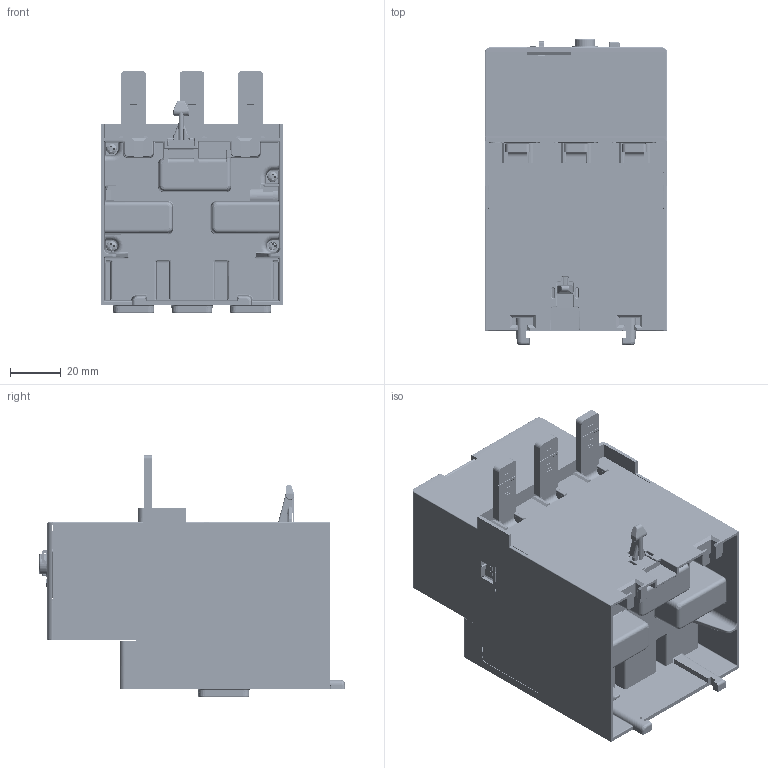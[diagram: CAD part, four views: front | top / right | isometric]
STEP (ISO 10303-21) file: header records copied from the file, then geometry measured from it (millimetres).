
FILE_DESCRIPTION((''),'2;1');
FILE_NAME('40751-516-01_SW0001','2015-02-20T',('GLLehman'),('Rockwell Automation'),'PRO/ENGINEER BY PARAMETRIC TECHNOLOGY CORPORATION, 2012480','PRO/ENGINEER BY PARAMETRIC TECHNOLOGY CORPORATION, 2012480','');
FILE_SCHEMA(('CONFIG_CONTROL_DESIGN'));
Products named in the file (1): 40751-516-01_SW0001
Bounding box: 71.6 x 120.22 x 95.2 mm (x, y, z)
Surface area: 189966.9 mm2 (no closed solid volume)
Topology: 0 solids, 469 shells, 6146 faces, 24855 edges, 18624 vertices
Faces by surface type: plane 3115, cylinder 1922, bspline 478, cone 277, torus 245, sphere 107, extrusion 2
Entity records: 285946 total; most frequent: CARTESIAN_POINT 89882, DIRECTION 37883, ORIENTED_EDGE 36838, EDGE_CURVE 24855, VERTEX_POINT 18624, VECTOR 17473, LINE 17471, AXIS2_PLACEMENT_3D 10205
